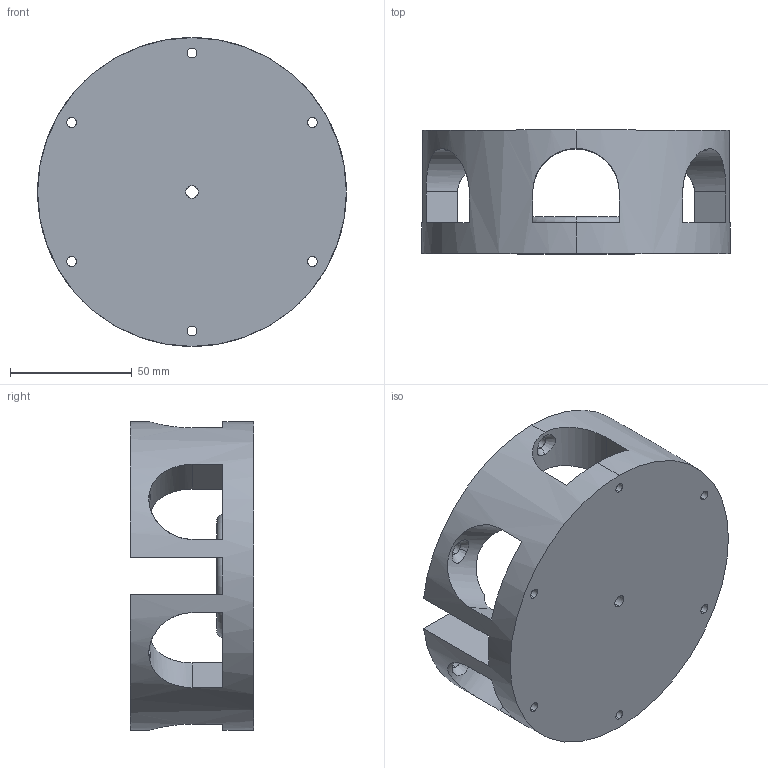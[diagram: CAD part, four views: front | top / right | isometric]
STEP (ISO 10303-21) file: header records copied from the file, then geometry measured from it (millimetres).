
FILE_DESCRIPTION (( 'STEP AP203' ), '1' );
FILE_NAME ('SAX-ME5000-C1.STEP', '2021-07-19T17:17:56', ( '' ), ( '' ), 'SwSTEP 2.0', 'SolidWorks 2021', '' );
FILE_SCHEMA (( 'CONFIG_CONTROL_DESIGN' ));
Length unit declared in the file: inch
Products named in the file (1): SAX-ME5000-C1
Bounding box: 127 x 50.8 x 127 mm (x, y, z)
Volume: 277096.2 mm3; surface area: 63389.6 mm2
Topology: 1 solids, 1 shells, 80 faces, 243 edges, 160 vertices
Faces by surface type: cylinder 43, plane 23, cone 12, torus 2
Entity records: 3884 total; most frequent: CARTESIAN_POINT 1521, ORIENTED_EDGE 486, DIRECTION 473, EDGE_CURVE 243, AXIS2_PLACEMENT_3D 180, VERTEX_POINT 160, LINE 113, VECTOR 113
